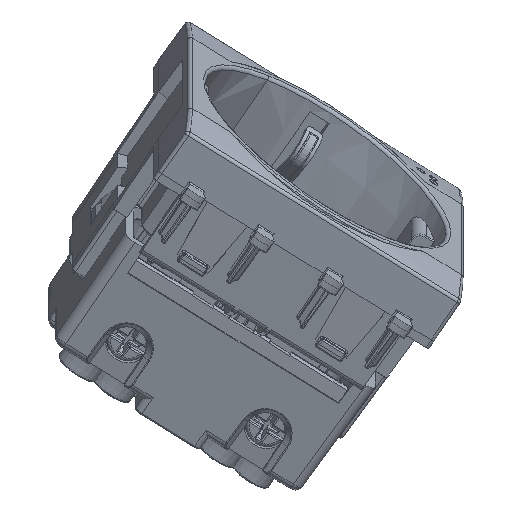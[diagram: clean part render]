
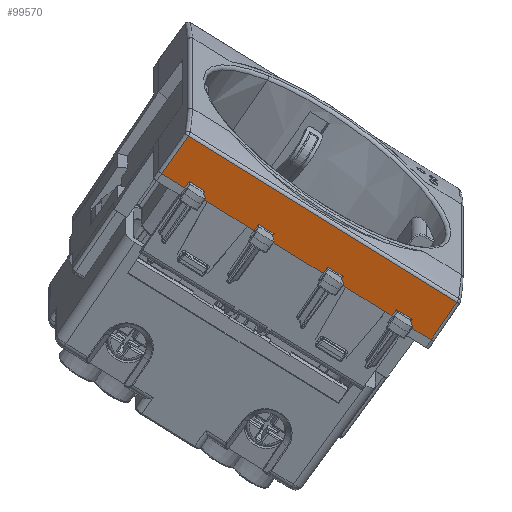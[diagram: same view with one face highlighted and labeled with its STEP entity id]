
A CAD part, front view. The second image highlights one B-rep face of the part: STEP entity #99570.
In plain terms, the highlighted face is planar.
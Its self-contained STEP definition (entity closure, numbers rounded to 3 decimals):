
#82549=CARTESIAN_POINT('Vertex',(22.225,-21.869,7.722)) ;
#82803=CARTESIAN_POINT('Vertex',(22.225,21.869,7.722)) ;
#87554=CARTESIAN_POINT('Vertex',(22.412,18.136,2.368)) ;
#87557=CARTESIAN_POINT('Line Origine',(22.412,0.,2.368)) ;
#87561=CARTESIAN_POINT('Vertex',(22.412,15.615,2.368)) ;
#87584=CARTESIAN_POINT('Line Origine',(22.337,15.668,4.498)) ;
#87588=CARTESIAN_POINT('Vertex',(22.45,15.588,1.275)) ;
#87621=CARTESIAN_POINT('Vertex',(22.45,14.502,1.275)) ;
#87624=CARTESIAN_POINT('Line Origine',(22.45,11.25,1.275)) ;
#87628=CARTESIAN_POINT('Vertex',(22.45,7.998,1.275)) ;
#87660=CARTESIAN_POINT('Line Origine',(22.337,6.832,4.498)) ;
#87664=CARTESIAN_POINT('Vertex',(22.412,6.885,2.368)) ;
#87666=CARTESIAN_POINT('Vertex',(22.45,6.912,1.275)) ;
#87697=CARTESIAN_POINT('Line Origine',(22.412,0.,2.368)) ;
#87701=CARTESIAN_POINT('Vertex',(22.412,4.364,2.368)) ;
#87724=CARTESIAN_POINT('Line Origine',(22.337,4.416,4.498)) ;
#87728=CARTESIAN_POINT('Vertex',(22.45,4.338,1.275)) ;
#87751=CARTESIAN_POINT('Line Origine',(22.337,-4.416,4.498)) ;
#87755=CARTESIAN_POINT('Vertex',(22.412,-4.364,2.368)) ;
#87757=CARTESIAN_POINT('Vertex',(22.45,-4.338,1.275)) ;
#87788=CARTESIAN_POINT('Line Origine',(22.412,0.,2.368)) ;
#87792=CARTESIAN_POINT('Vertex',(22.412,-6.885,2.368)) ;
#87815=CARTESIAN_POINT('Line Origine',(22.337,-6.832,4.498)) ;
#87819=CARTESIAN_POINT('Vertex',(22.45,-6.912,1.275)) ;
#87847=CARTESIAN_POINT('Vertex',(22.45,-7.998,1.275)) ;
#87850=CARTESIAN_POINT('Line Origine',(22.45,11.25,1.275)) ;
#87854=CARTESIAN_POINT('Vertex',(22.45,-14.502,1.275)) ;
#87886=CARTESIAN_POINT('Line Origine',(22.337,-15.668,4.498)) ;
#87890=CARTESIAN_POINT('Vertex',(22.412,-15.615,2.368)) ;
#87892=CARTESIAN_POINT('Vertex',(22.45,-15.588,1.275)) ;
#87923=CARTESIAN_POINT('Line Origine',(22.412,0.,2.368)) ;
#87927=CARTESIAN_POINT('Vertex',(22.412,-18.136,2.368)) ;
#87950=CARTESIAN_POINT('Line Origine',(22.337,-18.084,4.498)) ;
#87954=CARTESIAN_POINT('Vertex',(22.45,-18.162,1.275)) ;
#87977=CARTESIAN_POINT('Line Origine',(22.314,-21.891,5.173)) ;
#87981=CARTESIAN_POINT('Vertex',(22.45,-21.925,1.275)) ;
#88003=CARTESIAN_POINT('Line Origine',(22.225,0.,7.722)) ;
#88020=CARTESIAN_POINT('Line Origine',(22.337,18.084,4.498)) ;
#88024=CARTESIAN_POINT('Vertex',(22.45,18.162,1.275)) ;
#88173=CARTESIAN_POINT('Line Origine',(22.314,21.891,5.173)) ;
#88177=CARTESIAN_POINT('Vertex',(22.45,21.925,1.275)) ;
#99504=CARTESIAN_POINT('Axis2P3D Location',(22.211,0.,8.125)) ;
#99509=CARTESIAN_POINT('Line Origine',(22.45,20.044,1.275)) ;
#99514=CARTESIAN_POINT('Line Origine',(22.45,-20.044,1.275)) ;
#99519=CARTESIAN_POINT('Line Origine',(22.45,-15.045,1.275)) ;
#99524=CARTESIAN_POINT('Line Origine',(22.45,-7.455,1.275)) ;
#99529=CARTESIAN_POINT('Line Origine',(22.45,0.,1.275)) ;
#99534=CARTESIAN_POINT('Line Origine',(22.45,7.455,1.275)) ;
#99539=CARTESIAN_POINT('Line Origine',(22.45,15.045,1.275)) ;
#87558=DIRECTION('Vector Direction',(0.,1.,0.)) ;
#87585=DIRECTION('Vector Direction',(0.035,-0.025,-0.999)) ;
#87625=DIRECTION('Vector Direction',(0.,-1.,0.)) ;
#87661=DIRECTION('Vector Direction',(0.035,0.025,-0.999)) ;
#87698=DIRECTION('Vector Direction',(0.,1.,0.)) ;
#87725=DIRECTION('Vector Direction',(0.035,-0.024,-0.999)) ;
#87752=DIRECTION('Vector Direction',(0.035,0.024,-0.999)) ;
#87789=DIRECTION('Vector Direction',(0.,1.,0.)) ;
#87816=DIRECTION('Vector Direction',(0.035,-0.025,-0.999)) ;
#87851=DIRECTION('Vector Direction',(0.,-1.,0.)) ;
#87887=DIRECTION('Vector Direction',(0.035,0.025,-0.999)) ;
#87924=DIRECTION('Vector Direction',(0.,1.,0.)) ;
#87951=DIRECTION('Vector Direction',(0.035,-0.024,-0.999)) ;
#87978=DIRECTION('Vector Direction',(0.035,-0.009,-0.999)) ;
#88004=DIRECTION('Vector Direction',(0.,-1.,0.)) ;
#88021=DIRECTION('Vector Direction',(0.035,0.024,-0.999)) ;
#88174=DIRECTION('Vector Direction',(0.035,0.009,-0.999)) ;
#99505=DIRECTION('Axis2P3D Direction',(0.999,-0.,0.035)) ;
#99506=DIRECTION('Axis2P3D XDirection',(0.035,0.,-0.999)) ;
#99510=DIRECTION('Vector Direction',(0.,1.,0.)) ;
#99515=DIRECTION('Vector Direction',(0.,1.,0.)) ;
#99520=DIRECTION('Vector Direction',(0.,1.,0.)) ;
#99525=DIRECTION('Vector Direction',(0.,1.,0.)) ;
#99530=DIRECTION('Vector Direction',(0.,1.,0.)) ;
#99535=DIRECTION('Vector Direction',(0.,1.,0.)) ;
#99540=DIRECTION('Vector Direction',(0.,1.,0.)) ;
#99507=AXIS2_PLACEMENT_3D('Plane Axis2P3D',#99504,#99505,#99506) ;
#99545=ORIENTED_EDGE('',*,*,#88026,.T.) ;
#99546=ORIENTED_EDGE('',*,*,#99513,.T.) ;
#99547=ORIENTED_EDGE('',*,*,#88179,.T.) ;
#99548=ORIENTED_EDGE('',*,*,#88007,.F.) ;
#99549=ORIENTED_EDGE('',*,*,#87983,.T.) ;
#99550=ORIENTED_EDGE('',*,*,#99518,.T.) ;
#99551=ORIENTED_EDGE('',*,*,#87956,.T.) ;
#99552=ORIENTED_EDGE('',*,*,#87929,.F.) ;
#99553=ORIENTED_EDGE('',*,*,#87894,.T.) ;
#99554=ORIENTED_EDGE('',*,*,#99523,.T.) ;
#99555=ORIENTED_EDGE('',*,*,#87856,.F.) ;
#99556=ORIENTED_EDGE('',*,*,#99528,.T.) ;
#99557=ORIENTED_EDGE('',*,*,#87821,.T.) ;
#99558=ORIENTED_EDGE('',*,*,#87794,.F.) ;
#99559=ORIENTED_EDGE('',*,*,#87759,.T.) ;
#99560=ORIENTED_EDGE('',*,*,#99533,.T.) ;
#99561=ORIENTED_EDGE('',*,*,#87730,.T.) ;
#99562=ORIENTED_EDGE('',*,*,#87703,.F.) ;
#99563=ORIENTED_EDGE('',*,*,#87668,.T.) ;
#99564=ORIENTED_EDGE('',*,*,#99538,.T.) ;
#99565=ORIENTED_EDGE('',*,*,#87630,.T.) ;
#99566=ORIENTED_EDGE('',*,*,#99543,.T.) ;
#99567=ORIENTED_EDGE('',*,*,#87590,.T.) ;
#99568=ORIENTED_EDGE('',*,*,#87563,.F.) ;
#87559=VECTOR('Line Direction',#87558,1.) ;
#87586=VECTOR('Line Direction',#87585,1.) ;
#87626=VECTOR('Line Direction',#87625,1.) ;
#87662=VECTOR('Line Direction',#87661,1.) ;
#87699=VECTOR('Line Direction',#87698,1.) ;
#87726=VECTOR('Line Direction',#87725,1.) ;
#87753=VECTOR('Line Direction',#87752,1.) ;
#87790=VECTOR('Line Direction',#87789,1.) ;
#87817=VECTOR('Line Direction',#87816,1.) ;
#87852=VECTOR('Line Direction',#87851,1.) ;
#87888=VECTOR('Line Direction',#87887,1.) ;
#87925=VECTOR('Line Direction',#87924,1.) ;
#87952=VECTOR('Line Direction',#87951,1.) ;
#87979=VECTOR('Line Direction',#87978,1.) ;
#88005=VECTOR('Line Direction',#88004,1.) ;
#88022=VECTOR('Line Direction',#88021,1.) ;
#88175=VECTOR('Line Direction',#88174,1.) ;
#99511=VECTOR('Line Direction',#99510,1.) ;
#99516=VECTOR('Line Direction',#99515,1.) ;
#99521=VECTOR('Line Direction',#99520,1.) ;
#99526=VECTOR('Line Direction',#99525,1.) ;
#99531=VECTOR('Line Direction',#99530,1.) ;
#99536=VECTOR('Line Direction',#99535,1.) ;
#99541=VECTOR('Line Direction',#99540,1.) ;
#99570=ADVANCED_FACE('PartBody',(#99569),#99508,.T.) ;
#87563=EDGE_CURVE('',#87555,#87562,#87560,.F.) ;
#87590=EDGE_CURVE('',#87589,#87562,#87587,.F.) ;
#87630=EDGE_CURVE('',#87629,#87622,#87627,.F.) ;
#87668=EDGE_CURVE('',#87665,#87667,#87663,.T.) ;
#87703=EDGE_CURVE('',#87665,#87702,#87700,.F.) ;
#87730=EDGE_CURVE('',#87729,#87702,#87727,.F.) ;
#87759=EDGE_CURVE('',#87756,#87758,#87754,.T.) ;
#87794=EDGE_CURVE('',#87756,#87793,#87791,.F.) ;
#87821=EDGE_CURVE('',#87820,#87793,#87818,.F.) ;
#87856=EDGE_CURVE('',#87848,#87855,#87853,.T.) ;
#87894=EDGE_CURVE('',#87891,#87893,#87889,.T.) ;
#87929=EDGE_CURVE('',#87891,#87928,#87926,.F.) ;
#87956=EDGE_CURVE('',#87955,#87928,#87953,.F.) ;
#87983=EDGE_CURVE('',#82550,#87982,#87980,.T.) ;
#88007=EDGE_CURVE('',#82550,#82804,#88006,.F.) ;
#88026=EDGE_CURVE('',#87555,#88025,#88023,.T.) ;
#88179=EDGE_CURVE('',#88178,#82804,#88176,.F.) ;
#99513=EDGE_CURVE('',#88025,#88178,#99512,.T.) ;
#99518=EDGE_CURVE('',#87982,#87955,#99517,.T.) ;
#99523=EDGE_CURVE('',#87893,#87855,#99522,.T.) ;
#99528=EDGE_CURVE('',#87848,#87820,#99527,.T.) ;
#99533=EDGE_CURVE('',#87758,#87729,#99532,.T.) ;
#99538=EDGE_CURVE('',#87667,#87629,#99537,.T.) ;
#99543=EDGE_CURVE('',#87622,#87589,#99542,.T.) ;
#99544=EDGE_LOOP('',(#99545,#99546,#99547,#99548,#99549,#99550,#99551,#99552,#99553,#99554,#99555,#99556,#99557,#99558,#99559,#99560,#99561,#99562,#99563,#99564,#99565,#99566,#99567,#99568)) ;
#99569=FACE_OUTER_BOUND('',#99544,.T.) ;
#87560=LINE('Line',#87557,#87559) ;
#87587=LINE('Line',#87584,#87586) ;
#87627=LINE('Line',#87624,#87626) ;
#87663=LINE('Line',#87660,#87662) ;
#87700=LINE('Line',#87697,#87699) ;
#87727=LINE('Line',#87724,#87726) ;
#87754=LINE('Line',#87751,#87753) ;
#87791=LINE('Line',#87788,#87790) ;
#87818=LINE('Line',#87815,#87817) ;
#87853=LINE('Line',#87850,#87852) ;
#87889=LINE('Line',#87886,#87888) ;
#87926=LINE('Line',#87923,#87925) ;
#87953=LINE('Line',#87950,#87952) ;
#87980=LINE('Line',#87977,#87979) ;
#88006=LINE('Line',#88003,#88005) ;
#88023=LINE('Line',#88020,#88022) ;
#88176=LINE('Line',#88173,#88175) ;
#99512=LINE('Line',#99509,#99511) ;
#99517=LINE('Line',#99514,#99516) ;
#99522=LINE('Line',#99519,#99521) ;
#99527=LINE('Line',#99524,#99526) ;
#99532=LINE('Line',#99529,#99531) ;
#99537=LINE('Line',#99534,#99536) ;
#99542=LINE('Line',#99539,#99541) ;
#99508=PLANE('',#99507) ;
#82550=VERTEX_POINT('',#82549) ;
#82804=VERTEX_POINT('',#82803) ;
#87555=VERTEX_POINT('',#87554) ;
#87562=VERTEX_POINT('',#87561) ;
#87589=VERTEX_POINT('',#87588) ;
#87622=VERTEX_POINT('',#87621) ;
#87629=VERTEX_POINT('',#87628) ;
#87665=VERTEX_POINT('',#87664) ;
#87667=VERTEX_POINT('',#87666) ;
#87702=VERTEX_POINT('',#87701) ;
#87729=VERTEX_POINT('',#87728) ;
#87756=VERTEX_POINT('',#87755) ;
#87758=VERTEX_POINT('',#87757) ;
#87793=VERTEX_POINT('',#87792) ;
#87820=VERTEX_POINT('',#87819) ;
#87848=VERTEX_POINT('',#87847) ;
#87855=VERTEX_POINT('',#87854) ;
#87891=VERTEX_POINT('',#87890) ;
#87893=VERTEX_POINT('',#87892) ;
#87928=VERTEX_POINT('',#87927) ;
#87955=VERTEX_POINT('',#87954) ;
#87982=VERTEX_POINT('',#87981) ;
#88025=VERTEX_POINT('',#88024) ;
#88178=VERTEX_POINT('',#88177) ;
